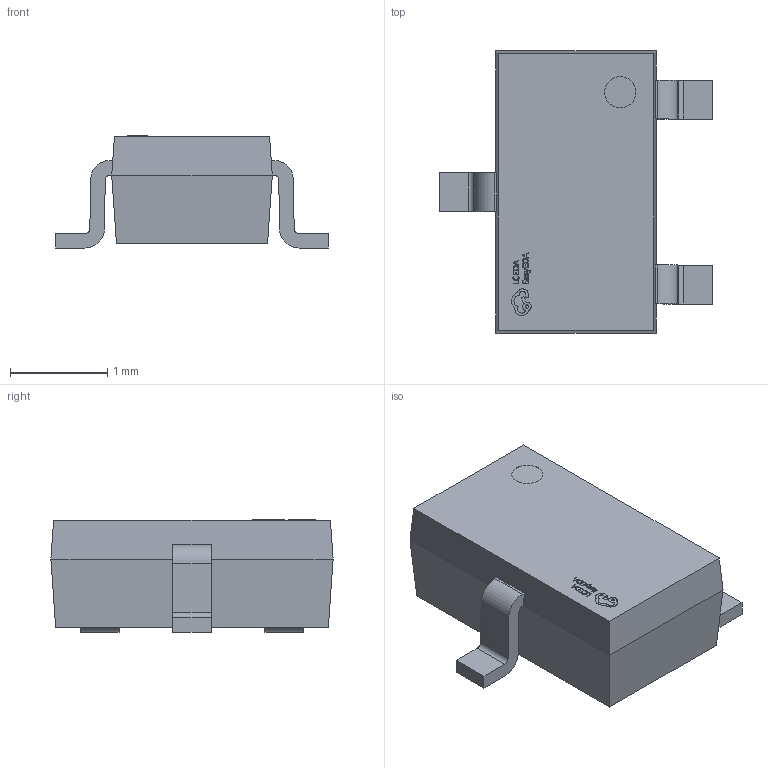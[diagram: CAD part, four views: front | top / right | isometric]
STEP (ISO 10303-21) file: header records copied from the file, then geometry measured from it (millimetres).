
FILE_DESCRIPTION(/* description */ ('Designed by EasyEDA Pro'),/* implementation_level */ '2;1');
FILE_NAME(/* name */ 'SOT-346-3.step',/* time_stamp */ '2025-03-29T21:27:42+08:00',/* author */ (''),/* organization */ (''),/* preprocessor_version */ 'ST-DEVELOPER v20.1',/* originating_system */ 'Autodesk Translation Framework v14.4.0.0',/* authorisation */ '');
FILE_SCHEMA (('AUTOMOTIVE_DESIGN { 1 0 10303 214 3 1 1 }'));
Length unit declared in the file: millimetre
Products named in the file (4): ZWCn-PCBModel; ZWCn-Board; ZWCn-Q1-SOT-346_L2.9-W1.6-P1.90-LS2.8-TR; COMPOUND
Assembly tree (3 placements, depth 3):
  ZWCn-PCBModel
    ZWCn-Board
    ZWCn-Q1-SOT-346_L2.9-W1.6-P1.90-LS2.8-TR
      COMPOUND
Bounding box: 2.8 x 2.9 x 1.15 mm (x, y, z)
Volume: 5.3 mm3; surface area: 22.8 mm2
Topology: 14 solids, 14 shells, 336 faces, 890 edges, 590 vertices
Faces by surface type: plane 211, bspline 112, cylinder 13
Full cylindrical faces by diameter (mm): 0.322 x1
Entity records: 12104 total; most frequent: CARTESIAN_POINT 3779, ORIENTED_EDGE 1780, DIRECTION 1318, EDGE_CURVE 890, LINE 640, VECTOR 640, VERTEX_POINT 590, EDGE_LOOP 356
